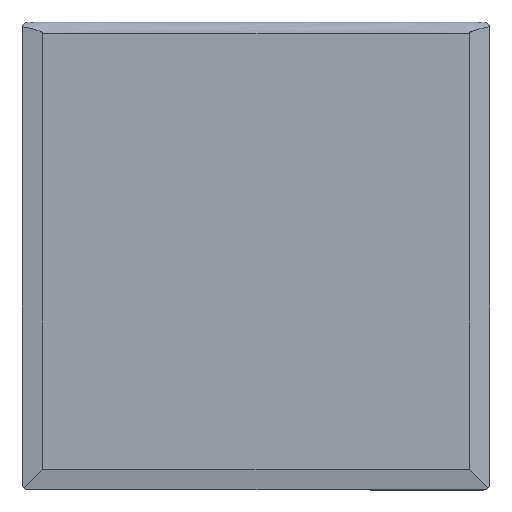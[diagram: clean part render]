
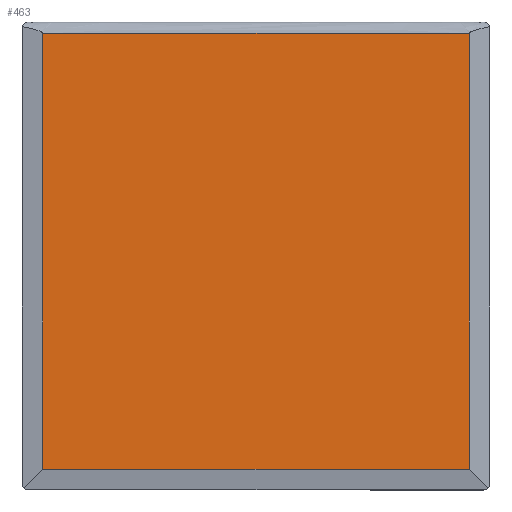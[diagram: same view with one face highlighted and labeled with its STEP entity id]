
A CAD part, top view. The second image highlights one B-rep face of the part: STEP entity #463.
In plain terms, the highlighted planar face has unit normal (0, 0, 1).
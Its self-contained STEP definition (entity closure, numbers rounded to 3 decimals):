
#74 = CARTESIAN_POINT ( 'NONE',  ( 30.917, 96.75, 0. ) ) ;
#118 = VECTOR ( 'NONE', #1720, 1000. ) ;
#180 = CARTESIAN_POINT ( 'NONE',  ( 92.75, 96.75, 0. ) ) ;
#191 = CARTESIAN_POINT ( 'NONE',  ( 92.75, 98.75, 0. ) ) ;
#211 = CARTESIAN_POINT ( 'NONE',  ( -92.75, -98.75, 0. ) ) ;
#271 = EDGE_LOOP ( 'NONE', ( #280, #1919, #748, #1013 ) ) ;
#280 = ORIENTED_EDGE ( 'NONE', *, *, #907, .T. ) ;
#285 = EDGE_CURVE ( 'NONE', #1111, #1692, #1626, .T. ) ;
#310 = PLANE ( 'NONE',  #1230 ) ;
#345 = DIRECTION ( 'NONE',  ( 0., 0., -1. ) ) ;
#392 = CARTESIAN_POINT ( 'NONE',  ( -30.917, 96.75, 0. ) ) ;
#461 = CARTESIAN_POINT ( 'NONE',  ( -98.75, -98.75, 0. ) ) ;
#463 = ADVANCED_FACE ( 'NONE', ( #636 ), #310, .F. ) ;
#494 = LINE ( 'NONE', #211, #1369 ) ;
#636 = FACE_OUTER_BOUND ( 'NONE', #271, .T. ) ;
#687 = CARTESIAN_POINT ( 'NONE',  ( -92.75, 96.75, 0. ) ) ;
#748 = ORIENTED_EDGE ( 'NONE', *, *, #1286, .T. ) ;
#803 = LINE ( 'NONE', #191, #118 ) ;
#818 = CARTESIAN_POINT ( 'NONE',  ( -92.75, 96.75, 0. ) ) ;
#907 = EDGE_CURVE ( 'NONE', #1611, #1111, #803, .T. ) ;
#1013 = ORIENTED_EDGE ( 'NONE', *, *, #1635, .T. ) ;
#1068 = DIRECTION ( 'NONE',  ( -1., 0., 0. ) ) ;
#1111 = VERTEX_POINT ( 'NONE', #180 ) ;
#1125 = DIRECTION ( 'NONE',  ( 1., 0., 0. ) ) ;
#1134 = VERTEX_POINT ( 'NONE', #1694 ) ;
#1230 = AXIS2_PLACEMENT_3D ( 'NONE', #461, #345, #1068 ) ;
#1274 = CARTESIAN_POINT ( 'NONE',  ( 98.75, -92.75, 0. ) ) ;
#1286 = EDGE_CURVE ( 'NONE', #1692, #1134, #494, .T. ) ;
#1369 = VECTOR ( 'NONE', #1556, 1000. ) ;
#1452 = LINE ( 'NONE', #1274, #1896 ) ;
#1556 = DIRECTION ( 'NONE',  ( 0., -1., 0. ) ) ;
#1611 = VERTEX_POINT ( 'NONE', #1977 ) ;
#1626 = B_SPLINE_CURVE_WITH_KNOTS ( 'NONE', 3,
 ( #1754, #74, #392, #687 ),
 .UNSPECIFIED., .F., .F.,
 ( 4, 4 ),
 ( 0., 1. ),
 .UNSPECIFIED. ) ;
#1635 = EDGE_CURVE ( 'NONE', #1134, #1611, #1452, .T. ) ;
#1692 = VERTEX_POINT ( 'NONE', #818 ) ;
#1694 = CARTESIAN_POINT ( 'NONE',  ( -92.75, -92.75, 0. ) ) ;
#1720 = DIRECTION ( 'NONE',  ( 0., 1., 0. ) ) ;
#1754 = CARTESIAN_POINT ( 'NONE',  ( 92.75, 96.75, 0. ) ) ;
#1896 = VECTOR ( 'NONE', #1125, 1000. ) ;
#1919 = ORIENTED_EDGE ( 'NONE', *, *, #285, .T. ) ;
#1977 = CARTESIAN_POINT ( 'NONE',  ( 92.75, -92.75, 0. ) ) ;
